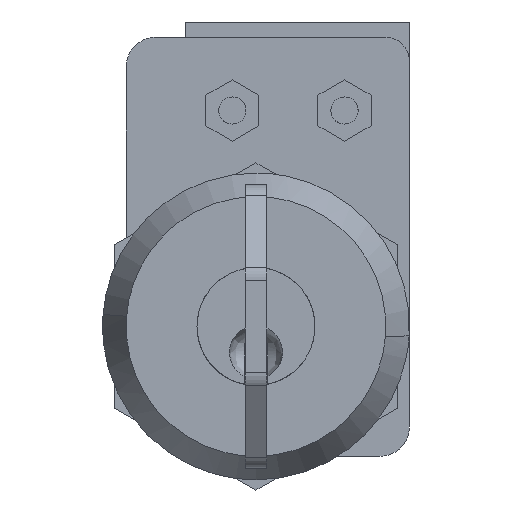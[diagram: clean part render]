
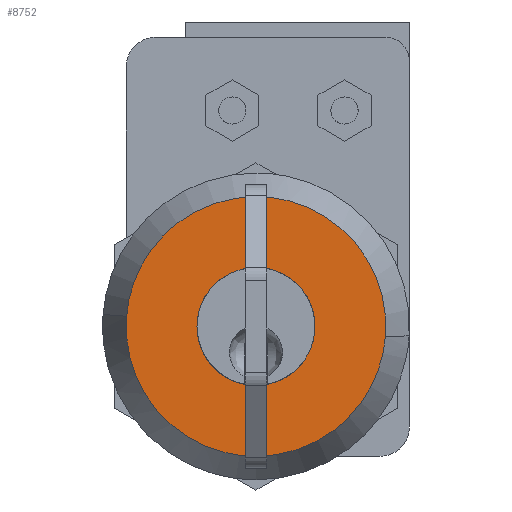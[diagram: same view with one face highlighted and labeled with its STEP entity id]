
A CAD part, front view. The second image highlights one B-rep face of the part: STEP entity #8752.
In plain terms, the highlighted free-form (B-spline) face has degree [1, 1] with [2, 2] control points.
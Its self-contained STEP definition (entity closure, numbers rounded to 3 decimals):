
#8220=CARTESIAN_POINT('',(0.,-4.961,0.621));
#8221=VERTEX_POINT('',#8220);
#8227=CARTESIAN_POINT('',(0.0,0.0,5.0));
#8228=VERTEX_POINT('',#8227);
#8229=CARTESIAN_POINT('',(0.,-4.961,0.621));
#8230=CARTESIAN_POINT('',(0.0,-4.413,5.));
#8231=CARTESIAN_POINT('',(0.0,0.0,5.0));
#8239=(BOUNDED_CURVE()B_SPLINE_CURVE(2,(#8229,#8230,#8231),.UNSPECIFIED.,.F.,.U.)B_SPLINE_CURVE_WITH_KNOTS((3,3),(0.271,0.5),.UNSPECIFIED.)CURVE()GEOMETRIC_REPRESENTATION_ITEM()RATIONAL_B_SPLINE_CURVE((0.954,0.732,1.0))REPRESENTATION_ITEM(''));
#8240=EDGE_CURVE('',#8221,#8228,#8239,.T.);
#8242=CARTESIAN_POINT('',(0.,5.,-0.044));
#8243=VERTEX_POINT('',#8242);
#8244=CARTESIAN_POINT('',(0.0,0.0,5.0));
#8245=CARTESIAN_POINT('',(0.0,5.,5.));
#8246=CARTESIAN_POINT('',(0.0,5.0,0.0));
#8247=CARTESIAN_POINT('',(0.0,5.0,-0.022));
#8248=CARTESIAN_POINT('',(0.,5.,-0.044));
#8256=(BOUNDED_CURVE()B_SPLINE_CURVE(2,(#8244,#8245,#8246,#8247,#8248),.UNSPECIFIED.,.F.,.U.)B_SPLINE_CURVE_WITH_KNOTS((3,2,3),(0.5,0.75,0.752),.UNSPECIFIED.)CURVE()GEOMETRIC_REPRESENTATION_ITEM()RATIONAL_B_SPLINE_CURVE((1.0,0.707,1.0,0.998,0.996))REPRESENTATION_ITEM(''));
#8257=EDGE_CURVE('',#8228,#8243,#8256,.T.);
#8337=CARTESIAN_POINT('',(0.0,0.0,-5.0));
#8338=VERTEX_POINT('',#8337);
#8339=CARTESIAN_POINT('',(0.,5.,-0.044));
#8340=CARTESIAN_POINT('',(0.0,4.957,-5.0));
#8341=CARTESIAN_POINT('',(0.0,0.0,-5.0));
#8349=(BOUNDED_CURVE()B_SPLINE_CURVE(2,(#8339,#8340,#8341),.UNSPECIFIED.,.F.,.U.)B_SPLINE_CURVE_WITH_KNOTS((3,3),(0.752,1.0),.UNSPECIFIED.)CURVE()GEOMETRIC_REPRESENTATION_ITEM()RATIONAL_B_SPLINE_CURVE((0.996,0.709,1.0))REPRESENTATION_ITEM(''));
#8350=EDGE_CURVE('',#8243,#8338,#8349,.T.);
#8352=CARTESIAN_POINT('',(0.0,0.0,-5.0));
#8353=CARTESIAN_POINT('',(0.0,-5.,-5.));
#8354=CARTESIAN_POINT('',(0.0,-5.0,0.0));
#8355=CARTESIAN_POINT('',(0.0,-5.,0.312));
#8356=CARTESIAN_POINT('',(0.,-4.961,0.621));
#8364=(BOUNDED_CURVE()B_SPLINE_CURVE(2,(#8352,#8353,#8354,#8355,#8356),.UNSPECIFIED.,.F.,.U.)B_SPLINE_CURVE_WITH_KNOTS((3,2,3),(0.0,0.25,0.271),.UNSPECIFIED.)CURVE()GEOMETRIC_REPRESENTATION_ITEM()RATIONAL_B_SPLINE_CURVE((1.0,0.707,1.0,0.975,0.954))REPRESENTATION_ITEM(''));
#8365=EDGE_CURVE('',#8338,#8221,#8364,.T.);
#8591=CARTESIAN_POINT('',(0.,10.966,0.863));
#8592=VERTEX_POINT('',#8591);
#8598=CARTESIAN_POINT('',(0.0,0.0,11.));
#8599=VERTEX_POINT('',#8598);
#8600=CARTESIAN_POINT('',(0.0,0.0,11.));
#8601=CARTESIAN_POINT('',(0.0,10.168,11.));
#8602=CARTESIAN_POINT('',(0.,10.966,0.863));
#8610=(BOUNDED_CURVE()B_SPLINE_CURVE(2,(#8600,#8601,#8602),.UNSPECIFIED.,.F.,.U.)B_SPLINE_CURVE_WITH_KNOTS((3,3),(0.0,0.236),.UNSPECIFIED.)CURVE()GEOMETRIC_REPRESENTATION_ITEM()RATIONAL_B_SPLINE_CURVE((1.0,0.723,0.97))REPRESENTATION_ITEM(''));
#8611=EDGE_CURVE('',#8599,#8592,#8610,.T.);
#8613=CARTESIAN_POINT('',(0.,-10.966,-0.863));
#8614=VERTEX_POINT('',#8613);
#8615=CARTESIAN_POINT('',(0.,-10.966,-0.863));
#8616=CARTESIAN_POINT('',(0.0,-11.,-0.432));
#8617=CARTESIAN_POINT('',(0.0,-11.,0.0));
#8618=CARTESIAN_POINT('',(0.0,-11.,11.));
#8619=CARTESIAN_POINT('',(0.0,0.0,11.));
#8627=(BOUNDED_CURVE()B_SPLINE_CURVE(2,(#8615,#8616,#8617,#8618,#8619),.UNSPECIFIED.,.F.,.U.)B_SPLINE_CURVE_WITH_KNOTS((3,2,3),(0.736,0.75,1.0),.UNSPECIFIED.)CURVE()GEOMETRIC_REPRESENTATION_ITEM()RATIONAL_B_SPLINE_CURVE((0.97,0.984,1.0,0.707,1.0))REPRESENTATION_ITEM(''));
#8628=EDGE_CURVE('',#8614,#8599,#8627,.T.);
#8665=CARTESIAN_POINT('',(0.0,0.0,-11.));
#8666=VERTEX_POINT('',#8665);
#8667=CARTESIAN_POINT('',(0.0,0.0,-11.));
#8668=CARTESIAN_POINT('',(0.0,-10.168,-11.));
#8669=CARTESIAN_POINT('',(0.,-10.966,-0.863));
#8677=(BOUNDED_CURVE()B_SPLINE_CURVE(2,(#8667,#8668,#8669),.UNSPECIFIED.,.F.,.U.)B_SPLINE_CURVE_WITH_KNOTS((3,3),(0.5,0.736),.UNSPECIFIED.)CURVE()GEOMETRIC_REPRESENTATION_ITEM()RATIONAL_B_SPLINE_CURVE((1.0,0.723,0.97))REPRESENTATION_ITEM(''));
#8678=EDGE_CURVE('',#8666,#8614,#8677,.T.);
#8680=CARTESIAN_POINT('',(0.,10.966,0.863));
#8681=CARTESIAN_POINT('',(0.0,11.,0.432));
#8682=CARTESIAN_POINT('',(0.0,11.,0.0));
#8683=CARTESIAN_POINT('',(0.0,11.,-11.));
#8684=CARTESIAN_POINT('',(0.0,0.0,-11.));
#8692=(BOUNDED_CURVE()B_SPLINE_CURVE(2,(#8680,#8681,#8682,#8683,#8684),.UNSPECIFIED.,.F.,.U.)B_SPLINE_CURVE_WITH_KNOTS((3,2,3),(0.236,0.25,0.5),.UNSPECIFIED.)CURVE()GEOMETRIC_REPRESENTATION_ITEM()RATIONAL_B_SPLINE_CURVE((0.97,0.984,1.0,0.707,1.0))REPRESENTATION_ITEM(''));
#8693=EDGE_CURVE('',#8592,#8666,#8692,.T.);
#8735=CARTESIAN_POINT('',(0.0,-12.096,-12.099));
#8736=CARTESIAN_POINT('',(0.0,-12.096,12.099));
#8737=CARTESIAN_POINT('',(0.0,12.096,-12.099));
#8738=CARTESIAN_POINT('',(0.0,12.096,12.099));
#8739=B_SPLINE_SURFACE_WITH_KNOTS('',1,1,((#8735,#8737),(#8736,#8738)),.UNSPECIFIED.,.F.,.F.,.U.,(2,2),(2,2),(0.0,24.198),(0.0,24.191),.UNSPECIFIED.);
#8740=ORIENTED_EDGE('',*,*,#8611,.T.);
#8741=ORIENTED_EDGE('',*,*,#8693,.T.);
#8742=ORIENTED_EDGE('',*,*,#8678,.T.);
#8743=ORIENTED_EDGE('',*,*,#8628,.T.);
#8744=EDGE_LOOP('',(#8740,#8741,#8742,#8743));
#8745=FACE_OUTER_BOUND('',#8744,.T.);
#8746=ORIENTED_EDGE('',*,*,#8257,.F.);
#8747=ORIENTED_EDGE('',*,*,#8240,.F.);
#8748=ORIENTED_EDGE('',*,*,#8365,.F.);
#8749=ORIENTED_EDGE('',*,*,#8350,.F.);
#8750=EDGE_LOOP('',(#8746,#8747,#8748,#8749));
#8751=FACE_BOUND('',#8750,.T.);
#8752=ADVANCED_FACE('',(#8745,#8751),#8739,.T.);
